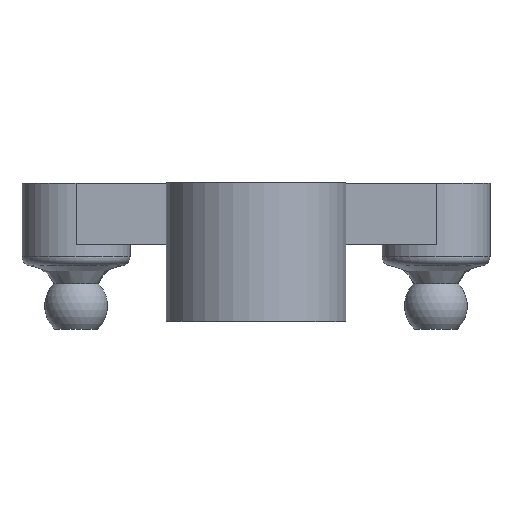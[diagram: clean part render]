
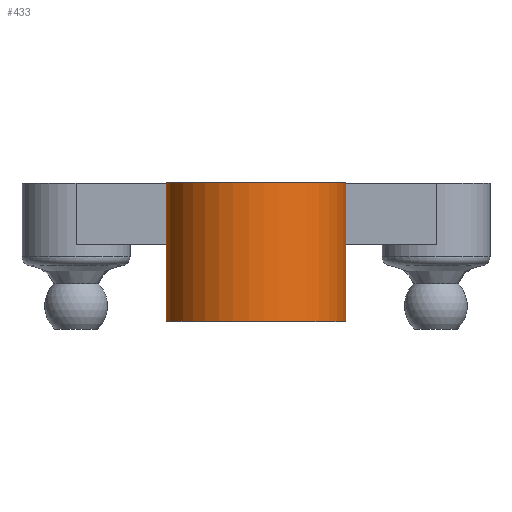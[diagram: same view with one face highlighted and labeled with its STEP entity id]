
A CAD part, top view. The second image highlights one B-rep face of the part: STEP entity #433.
In plain terms, the highlighted cylindrical face has radius 5 mm (diameter 10 mm), a partial arc.
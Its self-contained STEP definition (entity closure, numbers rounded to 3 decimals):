
#29=LINE('',#791,#51);
#33=LINE('',#827,#55);
#51=VECTOR('',#555,10.);
#55=VECTOR('',#563,10.);
#73=CYLINDRICAL_SURFACE('',#481,5.);
#100=FACE_OUTER_BOUND('',#128,.T.);
#128=EDGE_LOOP('',(#321,#322,#323,#324));
#159=CIRCLE('',#482,5.);
#160=CIRCLE('',#483,5.);
#205=VERTEX_POINT('',#783);
#206=VERTEX_POINT('',#790);
#208=VERTEX_POINT('',#811);
#210=VERTEX_POINT('',#826);
#247=EDGE_CURVE('',#205,#206,#29,.T.);
#253=EDGE_CURVE('',#208,#205,#159,.T.);
#254=EDGE_CURVE('',#208,#210,#33,.T.);
#255=EDGE_CURVE('',#206,#210,#160,.T.);
#321=ORIENTED_EDGE('',*,*,#247,.F.);
#322=ORIENTED_EDGE('',*,*,#253,.F.);
#323=ORIENTED_EDGE('',*,*,#254,.T.);
#324=ORIENTED_EDGE('',*,*,#255,.F.);
#433=ADVANCED_FACE('',(#100),#73,.T.);
#481=AXIS2_PLACEMENT_3D('',#824,#559,#560);
#482=AXIS2_PLACEMENT_3D('',#825,#561,#562);
#483=AXIS2_PLACEMENT_3D('',#828,#564,#565);
#555=DIRECTION('',(0.,1.,0.));
#559=DIRECTION('center_axis',(0.,1.,0.));
#560=DIRECTION('ref_axis',(0.002,0.,1.));
#561=DIRECTION('center_axis',(0.,-1.,0.));
#562=DIRECTION('ref_axis',(1.,0.,0.));
#563=DIRECTION('',(0.,1.,0.));
#564=DIRECTION('center_axis',(0.,1.,0.));
#565=DIRECTION('ref_axis',(1.,0.,0.));
#783=CARTESIAN_POINT('',(-3.,3.078,-103.398));
#790=CARTESIAN_POINT('',(-3.,10.778,-103.398));
#791=CARTESIAN_POINT('',(-3.,7.078,-103.398));
#811=CARTESIAN_POINT('',(3.,3.078,-103.41));
#824=CARTESIAN_POINT('Origin',(0.008,7.078,-99.404));
#825=CARTESIAN_POINT('Origin',(0.008,3.078,-99.404));
#826=CARTESIAN_POINT('',(3.,10.778,-103.41));
#827=CARTESIAN_POINT('',(3.,7.078,-103.41));
#828=CARTESIAN_POINT('Origin',(0.008,10.778,-99.404));
